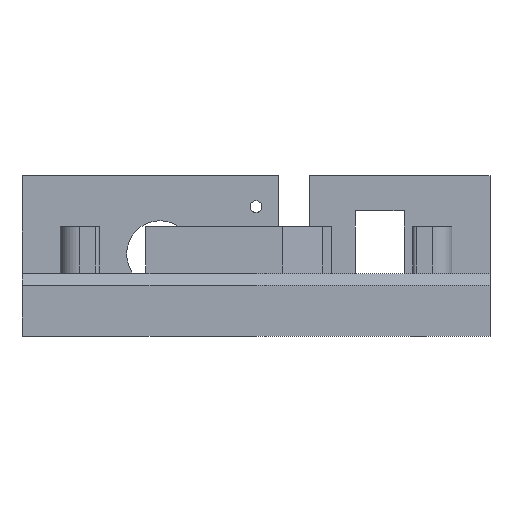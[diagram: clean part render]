
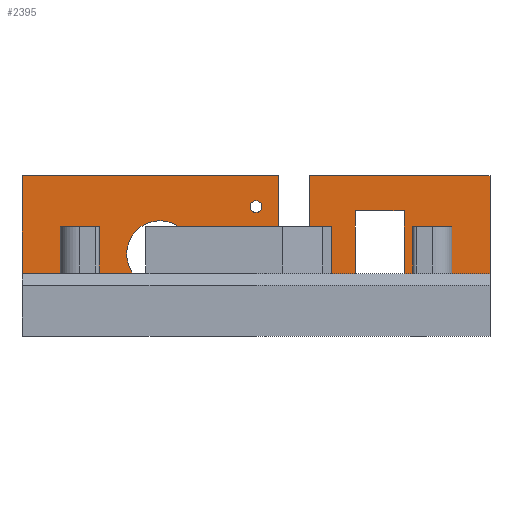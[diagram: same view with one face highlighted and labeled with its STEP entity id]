
A CAD part, front view. The second image highlights one B-rep face of the part: STEP entity #2395.
In plain terms, the highlighted planar face has unit normal (0, -1, 0).
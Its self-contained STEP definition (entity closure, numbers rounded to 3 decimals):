
#35=FACE_BOUND('',#370,.T.);
#36=FACE_BOUND('',#371,.T.);
#37=FACE_BOUND('',#372,.T.);
#103=PLANE('',#2588);
#226=FACE_OUTER_BOUND('',#369,.T.);
#369=EDGE_LOOP('',(#2042,#2043,#2044,#2045,#2046,#2047,#2048,#2049));
#370=EDGE_LOOP('',(#2050));
#371=EDGE_LOOP('',(#2051));
#372=EDGE_LOOP('',(#2052,#2053,#2054,#2055));
#506=LINE('',#3515,#784);
#582=LINE('',#3685,#860);
#629=LINE('',#3787,#907);
#633=LINE('',#3795,#911);
#636=LINE('',#3801,#914);
#639=LINE('',#3806,#917);
#642=LINE('',#3817,#920);
#646=LINE('',#3825,#924);
#649=LINE('',#3831,#927);
#655=LINE('',#3846,#933);
#656=LINE('',#3848,#934);
#657=LINE('',#3849,#935);
#784=VECTOR('',#2850,10.);
#860=VECTOR('',#2982,10.);
#907=VECTOR('',#3077,10.);
#911=VECTOR('',#3083,10.);
#914=VECTOR('',#3088,10.);
#917=VECTOR('',#3093,10.);
#920=VECTOR('',#3104,10.);
#924=VECTOR('',#3110,10.);
#927=VECTOR('',#3115,10.);
#933=VECTOR('',#3129,10.);
#934=VECTOR('',#3132,10.);
#935=VECTOR('',#3133,10.);
#1039=CIRCLE('',#2580,8.5);
#1041=CIRCLE('',#2586,1.5);
#1126=VERTEX_POINT('',#3512);
#1127=VERTEX_POINT('',#3514);
#1193=VERTEX_POINT('',#3683);
#1223=VERTEX_POINT('',#3785);
#1224=VERTEX_POINT('',#3786);
#1227=VERTEX_POINT('',#3794);
#1229=VERTEX_POINT('',#3800);
#1232=VERTEX_POINT('',#3811);
#1233=VERTEX_POINT('',#3815);
#1234=VERTEX_POINT('',#3816);
#1237=VERTEX_POINT('',#3824);
#1239=VERTEX_POINT('',#3830);
#1242=VERTEX_POINT('',#3838);
#1244=VERTEX_POINT('',#3844);
#1378=EDGE_CURVE('',#1126,#1127,#506,.T.);
#1466=EDGE_CURVE('',#1126,#1193,#582,.F.);
#1517=EDGE_CURVE('',#1223,#1224,#629,.T.);
#1521=EDGE_CURVE('',#1224,#1227,#633,.T.);
#1524=EDGE_CURVE('',#1227,#1229,#636,.T.);
#1527=EDGE_CURVE('',#1229,#1223,#639,.T.);
#1531=EDGE_CURVE('',#1232,#1232,#1039,.T.);
#1532=EDGE_CURVE('',#1233,#1234,#642,.T.);
#1536=EDGE_CURVE('',#1234,#1237,#646,.T.);
#1539=EDGE_CURVE('',#1239,#1233,#649,.T.);
#1544=EDGE_CURVE('',#1242,#1242,#1041,.T.);
#1547=EDGE_CURVE('',#1244,#1237,#655,.T.);
#1548=EDGE_CURVE('',#1127,#1244,#656,.T.);
#1549=EDGE_CURVE('',#1239,#1193,#657,.T.);
#2042=ORIENTED_EDGE('',*,*,#1539,.T.);
#2043=ORIENTED_EDGE('',*,*,#1532,.T.);
#2044=ORIENTED_EDGE('',*,*,#1536,.T.);
#2045=ORIENTED_EDGE('',*,*,#1547,.F.);
#2046=ORIENTED_EDGE('',*,*,#1548,.F.);
#2047=ORIENTED_EDGE('',*,*,#1378,.F.);
#2048=ORIENTED_EDGE('',*,*,#1466,.T.);
#2049=ORIENTED_EDGE('',*,*,#1549,.F.);
#2050=ORIENTED_EDGE('',*,*,#1544,.T.);
#2051=ORIENTED_EDGE('',*,*,#1531,.T.);
#2052=ORIENTED_EDGE('',*,*,#1517,.T.);
#2053=ORIENTED_EDGE('',*,*,#1521,.T.);
#2054=ORIENTED_EDGE('',*,*,#1524,.T.);
#2055=ORIENTED_EDGE('',*,*,#1527,.T.);
#2395=ADVANCED_FACE('',(#226,#35,#36,#37),#103,.T.);
#2580=AXIS2_PLACEMENT_3D('',#3813,#3100,#3101);
#2586=AXIS2_PLACEMENT_3D('',#3840,#3123,#3124);
#2588=AXIS2_PLACEMENT_3D('',#3847,#3130,#3131);
#2850=DIRECTION('',(-1.,0.,0.));
#2982=DIRECTION('',(0.,0.,-1.));
#3077=DIRECTION('',(0.,0.,1.));
#3083=DIRECTION('',(1.,0.,0.));
#3088=DIRECTION('',(0.,0.,-1.));
#3093=DIRECTION('',(-1.,0.,0.));
#3100=DIRECTION('center_axis',(0.,1.,0.));
#3101=DIRECTION('ref_axis',(-1.,0.,0.));
#3104=DIRECTION('',(-1.,0.,0.));
#3110=DIRECTION('',(0.,0.,1.));
#3115=DIRECTION('',(0.,0.,-1.));
#3123=DIRECTION('center_axis',(0.,1.,0.));
#3124=DIRECTION('ref_axis',(-1.,0.,0.));
#3129=DIRECTION('',(1.,0.,0.));
#3130=DIRECTION('center_axis',(0.,-1.,0.));
#3131=DIRECTION('ref_axis',(1.,0.,0.));
#3132=DIRECTION('',(0.,0.,1.));
#3133=DIRECTION('',(1.,0.,0.));
#3512=CARTESIAN_POINT('',(59.7,80.,0.));
#3514=CARTESIAN_POINT('',(-59.7,80.,0.));
#3515=CARTESIAN_POINT('',(60.,80.,0.));
#3683=CARTESIAN_POINT('',(59.7,80.,38.));
#3685=CARTESIAN_POINT('',(59.7,80.,0.));
#3785=CARTESIAN_POINT('',(25.315,80.,9.));
#3786=CARTESIAN_POINT('',(25.315,80.,29.));
#3787=CARTESIAN_POINT('',(25.315,80.,14.5));
#3794=CARTESIAN_POINT('',(37.815,80.,29.));
#3795=CARTESIAN_POINT('',(-11.092,80.,29.));
#3800=CARTESIAN_POINT('',(37.815,80.,9.));
#3801=CARTESIAN_POINT('',(37.815,80.,4.5));
#3806=CARTESIAN_POINT('',(-17.342,80.,9.));
#3811=CARTESIAN_POINT('',(-16.,80.,18.));
#3813=CARTESIAN_POINT('Origin',(-24.5,80.,18.));
#3815=CARTESIAN_POINT('',(13.683,80.,8.));
#3816=CARTESIAN_POINT('',(5.633,80.,8.));
#3817=CARTESIAN_POINT('',(-27.184,80.,8.));
#3824=CARTESIAN_POINT('',(5.633,80.,38.));
#3825=CARTESIAN_POINT('',(5.633,80.,19.));
#3830=CARTESIAN_POINT('',(13.683,80.,38.));
#3831=CARTESIAN_POINT('',(13.683,80.,4.));
#3838=CARTESIAN_POINT('',(1.5,80.,30.1));
#3840=CARTESIAN_POINT('Origin',(0.,80.,30.1));
#3844=CARTESIAN_POINT('',(-59.7,80.,38.));
#3846=CARTESIAN_POINT('',(60.,80.,38.));
#3847=CARTESIAN_POINT('Origin',(-60.,80.,0.));
#3848=CARTESIAN_POINT('',(-59.7,80.,0.));
#3849=CARTESIAN_POINT('',(60.,80.,38.));
